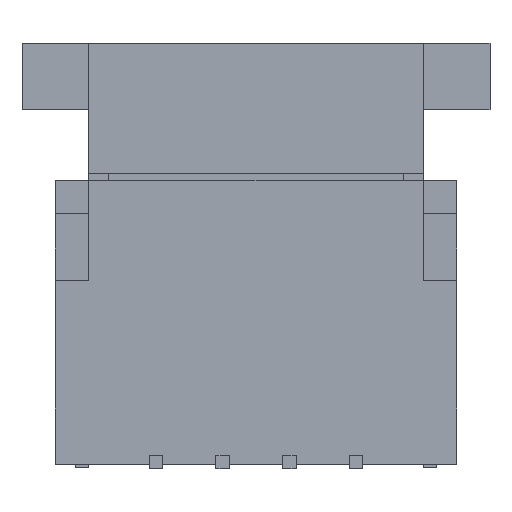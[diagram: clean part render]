
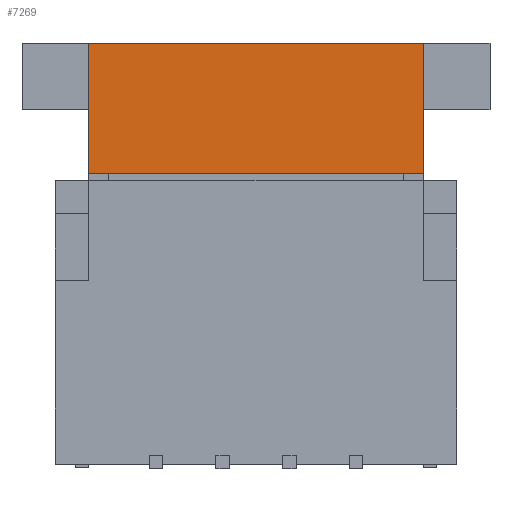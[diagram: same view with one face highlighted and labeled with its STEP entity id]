
A CAD part, front view. The second image highlights one B-rep face of the part: STEP entity #7269.
In plain terms, the highlighted planar face has unit normal (0, -1, 0).
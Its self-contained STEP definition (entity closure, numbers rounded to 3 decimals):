
#4014 = PLANE('',#4015);
#4015 = AXIS2_PLACEMENT_3D('',#4016,#4017,#4018);
#4016 = CARTESIAN_POINT('',(2.5,-0.51,6.37));
#4017 = DIRECTION('',(1.,0.,0.));
#4018 = DIRECTION('',(0.,1.,0.));
#4226 = PLANE('',#4227);
#4227 = AXIS2_PLACEMENT_3D('',#4228,#4229,#4230);
#4228 = CARTESIAN_POINT('',(-2.5,-0.51,6.37));
#4229 = DIRECTION('',(1.,0.,0.));
#4230 = DIRECTION('',(0.,1.,0.));
#5203 = VERTEX_POINT('',#5204);
#5204 = CARTESIAN_POINT('',(-2.5,-1.35,6.37));
#5218 = PLANE('',#5219);
#5219 = AXIS2_PLACEMENT_3D('',#5220,#5221,#5222);
#5220 = CARTESIAN_POINT('',(2.5,-1.35,6.37));
#5221 = DIRECTION('',(0.,0.,-1.));
#5222 = DIRECTION('',(0.,1.,0.));
#5230 = EDGE_CURVE('',#5203,#5231,#5233,.T.);
#5231 = VERTEX_POINT('',#5232);
#5232 = CARTESIAN_POINT('',(-2.5,-1.35,4.42));
#5233 = SURFACE_CURVE('',#5234,(#5238,#5245),.PCURVE_S1.);
#5234 = LINE('',#5235,#5236);
#5235 = CARTESIAN_POINT('',(-2.5,-1.35,4.42));
#5236 = VECTOR('',#5237,1.);
#5237 = DIRECTION('',(0.,0.,-1.));
#5238 = PCURVE('',#4226,#5239);
#5239 = DEFINITIONAL_REPRESENTATION('',(#5240),#5244);
#5240 = LINE('',#5241,#5242);
#5241 = CARTESIAN_POINT('',(-0.84,-1.95));
#5242 = VECTOR('',#5243,1.);
#5243 = DIRECTION('',(0.,-1.));
#5244 = ( GEOMETRIC_REPRESENTATION_CONTEXT(2) 
PARAMETRIC_REPRESENTATION_CONTEXT() REPRESENTATION_CONTEXT('2D SPACE',''
  ) );
#5245 = PCURVE('',#5246,#5251);
#5246 = PLANE('',#5247);
#5247 = AXIS2_PLACEMENT_3D('',#5248,#5249,#5250);
#5248 = CARTESIAN_POINT('',(2.5,-1.35,4.42));
#5249 = DIRECTION('',(0.,1.,0.));
#5250 = DIRECTION('',(0.,0.,1.));
#5251 = DEFINITIONAL_REPRESENTATION('',(#5252),#5256);
#5252 = LINE('',#5253,#5254);
#5253 = CARTESIAN_POINT('',(0.,-5.));
#5254 = VECTOR('',#5255,1.);
#5255 = DIRECTION('',(-1.,0.));
#5256 = ( GEOMETRIC_REPRESENTATION_CONTEXT(2) 
PARAMETRIC_REPRESENTATION_CONTEXT() REPRESENTATION_CONTEXT('2D SPACE',''
  ) );
#5274 = PLANE('',#5275);
#5275 = AXIS2_PLACEMENT_3D('',#5276,#5277,#5278);
#5276 = CARTESIAN_POINT('',(2.5,-1.,4.42));
#5277 = DIRECTION('',(0.,0.,1.));
#5278 = DIRECTION('',(0.,-1.,0.));
#5767 = VERTEX_POINT('',#5768);
#5768 = CARTESIAN_POINT('',(2.5,-1.35,6.37));
#5789 = EDGE_CURVE('',#5767,#5790,#5792,.T.);
#5790 = VERTEX_POINT('',#5791);
#5791 = CARTESIAN_POINT('',(2.5,-1.35,4.42));
#5792 = SURFACE_CURVE('',#5793,(#5797,#5804),.PCURVE_S1.);
#5793 = LINE('',#5794,#5795);
#5794 = CARTESIAN_POINT('',(2.5,-1.35,4.42));
#5795 = VECTOR('',#5796,1.);
#5796 = DIRECTION('',(0.,0.,-1.));
#5797 = PCURVE('',#4014,#5798);
#5798 = DEFINITIONAL_REPRESENTATION('',(#5799),#5803);
#5799 = LINE('',#5800,#5801);
#5800 = CARTESIAN_POINT('',(-0.84,-1.95));
#5801 = VECTOR('',#5802,1.);
#5802 = DIRECTION('',(0.,-1.));
#5803 = ( GEOMETRIC_REPRESENTATION_CONTEXT(2) 
PARAMETRIC_REPRESENTATION_CONTEXT() REPRESENTATION_CONTEXT('2D SPACE',''
  ) );
#5804 = PCURVE('',#5246,#5805);
#5805 = DEFINITIONAL_REPRESENTATION('',(#5806),#5810);
#5806 = LINE('',#5807,#5808);
#5807 = CARTESIAN_POINT('',(0.,0.));
#5808 = VECTOR('',#5809,1.);
#5809 = DIRECTION('',(-1.,0.));
#5810 = ( GEOMETRIC_REPRESENTATION_CONTEXT(2) 
PARAMETRIC_REPRESENTATION_CONTEXT() REPRESENTATION_CONTEXT('2D SPACE',''
  ) );
#7249 = EDGE_CURVE('',#5790,#5231,#7250,.T.);
#7250 = SURFACE_CURVE('',#7251,(#7255,#7262),.PCURVE_S1.);
#7251 = LINE('',#7252,#7253);
#7252 = CARTESIAN_POINT('',(2.5,-1.35,4.42));
#7253 = VECTOR('',#7254,1.);
#7254 = DIRECTION('',(-1.,0.,0.));
#7255 = PCURVE('',#5274,#7256);
#7256 = DEFINITIONAL_REPRESENTATION('',(#7257),#7261);
#7257 = LINE('',#7258,#7259);
#7258 = CARTESIAN_POINT('',(0.35,0.));
#7259 = VECTOR('',#7260,1.);
#7260 = DIRECTION('',(0.,-1.));
#7261 = ( GEOMETRIC_REPRESENTATION_CONTEXT(2) 
PARAMETRIC_REPRESENTATION_CONTEXT() REPRESENTATION_CONTEXT('2D SPACE',''
  ) );
#7262 = PCURVE('',#5246,#7263);
#7263 = DEFINITIONAL_REPRESENTATION('',(#7264),#7268);
#7264 = LINE('',#7265,#7266);
#7265 = CARTESIAN_POINT('',(0.,0.));
#7266 = VECTOR('',#7267,1.);
#7267 = DIRECTION('',(0.,-1.));
#7268 = ( GEOMETRIC_REPRESENTATION_CONTEXT(2) 
PARAMETRIC_REPRESENTATION_CONTEXT() REPRESENTATION_CONTEXT('2D SPACE',''
  ) );
#7269 = ADVANCED_FACE('',(#7270),#5246,.F.);
#7270 = FACE_BOUND('',#7271,.T.);
#7271 = EDGE_LOOP('',(#7272,#7273,#7274,#7275));
#7272 = ORIENTED_EDGE('',*,*,#5230,.T.);
#7273 = ORIENTED_EDGE('',*,*,#7249,.F.);
#7274 = ORIENTED_EDGE('',*,*,#5789,.F.);
#7275 = ORIENTED_EDGE('',*,*,#7276,.T.);
#7276 = EDGE_CURVE('',#5767,#5203,#7277,.T.);
#7277 = SURFACE_CURVE('',#7278,(#7282,#7289),.PCURVE_S1.);
#7278 = LINE('',#7279,#7280);
#7279 = CARTESIAN_POINT('',(2.5,-1.35,6.37));
#7280 = VECTOR('',#7281,1.);
#7281 = DIRECTION('',(-1.,0.,0.));
#7282 = PCURVE('',#5246,#7283);
#7283 = DEFINITIONAL_REPRESENTATION('',(#7284),#7288);
#7284 = LINE('',#7285,#7286);
#7285 = CARTESIAN_POINT('',(1.95,0.));
#7286 = VECTOR('',#7287,1.);
#7287 = DIRECTION('',(0.,-1.));
#7288 = ( GEOMETRIC_REPRESENTATION_CONTEXT(2) 
PARAMETRIC_REPRESENTATION_CONTEXT() REPRESENTATION_CONTEXT('2D SPACE',''
  ) );
#7289 = PCURVE('',#5218,#7290);
#7290 = DEFINITIONAL_REPRESENTATION('',(#7291),#7295);
#7291 = LINE('',#7292,#7293);
#7292 = CARTESIAN_POINT('',(0.,0.));
#7293 = VECTOR('',#7294,1.);
#7294 = DIRECTION('',(0.,-1.));
#7295 = ( GEOMETRIC_REPRESENTATION_CONTEXT(2) 
PARAMETRIC_REPRESENTATION_CONTEXT() REPRESENTATION_CONTEXT('2D SPACE',''
  ) );
